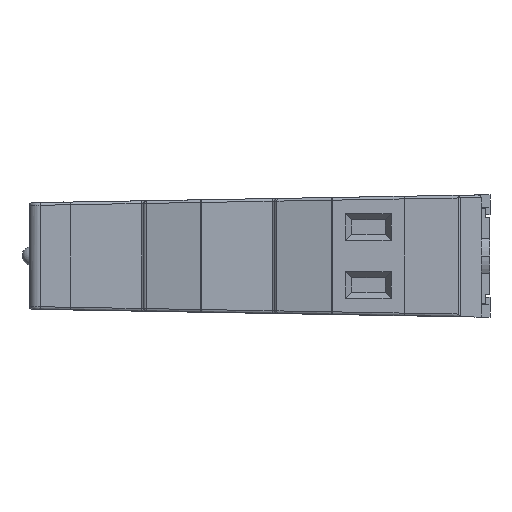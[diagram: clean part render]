
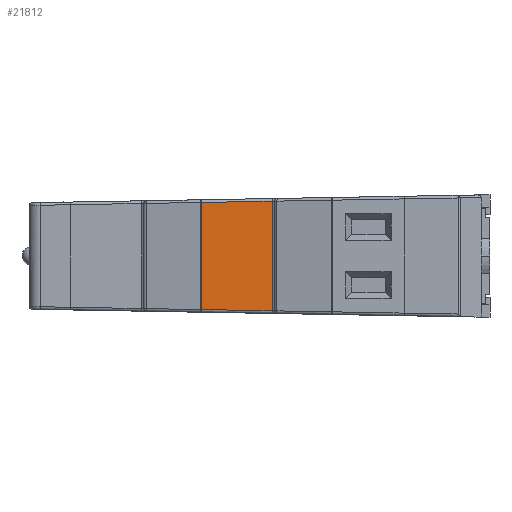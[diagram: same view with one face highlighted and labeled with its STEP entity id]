
A CAD part, left-side view. The second image highlights one B-rep face of the part: STEP entity #21812.
In plain terms, the highlighted planar face has unit normal (-1, 0, 0).
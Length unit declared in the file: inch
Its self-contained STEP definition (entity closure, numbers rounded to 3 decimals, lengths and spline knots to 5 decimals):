
#534 = ORIENTED_EDGE ( 'NONE', *, *, #11250, .T. ) ;
#1683 = LINE ( 'NONE', #28543, #17302 ) ;
#2374 = DIRECTION ( 'NONE',  ( 0., 0., -1. ) ) ;
#4754 = DIRECTION ( 'NONE',  ( 0., 1., -0.017 ) ) ;
#7976 = EDGE_CURVE ( 'NONE', #26818, #47913, #39915, .T. ) ;
#10768 = DIRECTION ( 'NONE',  ( 1., 0., 0. ) ) ;
#11250 = EDGE_CURVE ( 'NONE', #50626, #26818, #47018, .T. ) ;
#13017 = CARTESIAN_POINT ( 'NONE',  ( -1.32, 2.08682, -0.29107 ) ) ;
#13992 = VECTOR ( 'NONE', #44872, 39.37008 ) ;
#15467 = CARTESIAN_POINT ( 'NONE',  ( -1.32, 1.218, 0.30624 ) ) ;
#17302 = VECTOR ( 'NONE', #4754, 39.37008 ) ;
#17536 = CARTESIAN_POINT ( 'NONE',  ( -1.32, 1.61369, -0.29933 ) ) ;
#18209 = ORIENTED_EDGE ( 'NONE', *, *, #31095, .T. ) ;
#18774 = CARTESIAN_POINT ( 'NONE',  ( -1.32, 1.218, -0.30624 ) ) ;
#18962 = ORIENTED_EDGE ( 'NONE', *, *, #7976, .T. ) ;
#18967 = FACE_OUTER_BOUND ( 'NONE', #39367, .T. ) ;
#21812 = ADVANCED_FACE ( 'NONE', ( #18967 ), #42440, .F. ) ;
#22730 = AXIS2_PLACEMENT_3D ( 'NONE', #34607, #10768, #38626 ) ;
#23019 = ORIENTED_EDGE ( 'NONE', *, *, #51062, .T. ) ;
#23341 = VECTOR ( 'NONE', #2374, 39.37008 ) ;
#23348 = DIRECTION ( 'NONE',  ( 0., 0., 1. ) ) ;
#26818 = VERTEX_POINT ( 'NONE', #18774 ) ;
#28543 = CARTESIAN_POINT ( 'NONE',  ( -1.32, 2.13175, 0.29029 ) ) ;
#30185 = CARTESIAN_POINT ( 'NONE',  ( -1.32, 1.61369, -0.31431 ) ) ;
#31095 = EDGE_CURVE ( 'NONE', #46563, #50626, #44499, .T. ) ;
#34607 = CARTESIAN_POINT ( 'NONE',  ( -1.32, 2.10421, -1.2875 ) ) ;
#37909 = CARTESIAN_POINT ( 'NONE',  ( -1.32, 1.61369, 0.29933 ) ) ;
#38626 = DIRECTION ( 'NONE',  ( 0., 0., -1. ) ) ;
#39367 = EDGE_LOOP ( 'NONE', ( #534, #18962, #23019, #18209 ) ) ;
#39915 = LINE ( 'NONE', #51196, #50544 ) ;
#42440 = PLANE ( 'NONE',  #22730 ) ;
#44499 = LINE ( 'NONE', #30185, #23341 ) ;
#44872 = DIRECTION ( 'NONE',  ( 0., -1., -0.017 ) ) ;
#46563 = VERTEX_POINT ( 'NONE', #37909 ) ;
#47018 = LINE ( 'NONE', #13017, #13992 ) ;
#47913 = VERTEX_POINT ( 'NONE', #15467 ) ;
#50544 = VECTOR ( 'NONE', #23348, 39.37008 ) ;
#50626 = VERTEX_POINT ( 'NONE', #17536 ) ;
#51062 = EDGE_CURVE ( 'NONE', #47913, #46563, #1683, .T. ) ;
#51196 = CARTESIAN_POINT ( 'NONE',  ( -1.32, 1.218, 0.3215 ) ) ;
